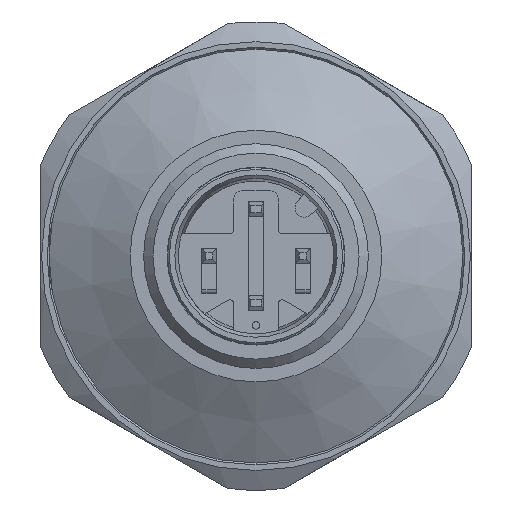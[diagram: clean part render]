
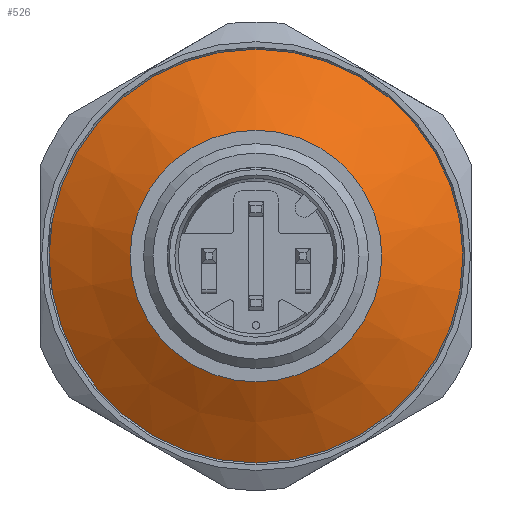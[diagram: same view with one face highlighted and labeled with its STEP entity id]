
A CAD part, front view. The second image highlights one B-rep face of the part: STEP entity #526.
In plain terms, the highlighted conical face has half-angle 60 degrees and reference radius 6.72 mm.
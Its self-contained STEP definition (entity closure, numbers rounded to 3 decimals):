
#526 = ADVANCED_FACE( '', ( #1092, #1093 ), #1094, .T. );
#1092 = FACE_OUTER_BOUND( '', #1657, .T. );
#1093 = FACE_BOUND( '', #1658, .T. );
#1094 = CONICAL_SURFACE( '', #1659, 6.72, 1.047 );
#1657 = EDGE_LOOP( '', ( #3100 ) );
#1658 = EDGE_LOOP( '', ( #3101 ) );
#1659 = AXIS2_PLACEMENT_3D( '', #3102, #3103, #3104 );
#3100 = ORIENTED_EDGE( '', *, *, #3405, .F. );
#3101 = ORIENTED_EDGE( '', *, *, #3400, .T. );
#3102 = CARTESIAN_POINT( '', ( 0., -71.5, 0. ) );
#3103 = DIRECTION( '', ( 0., 1., 0. ) );
#3104 = DIRECTION( '', ( 0., 0., 1. ) );
#3400 = EDGE_CURVE( '', #4138, #4138, #4139, .T. );
#3405 = EDGE_CURVE( '', #4145, #4145, #4146, .T. );
#4138 = VERTEX_POINT( '', #5220 );
#4139 = CIRCLE( '', #5221, 6.72 );
#4145 = VERTEX_POINT( '', #5227 );
#4146 = CIRCLE( '', #5228, 11.05 );
#5220 = CARTESIAN_POINT( '', ( 0., -71.5, 6.72 ) );
#5221 = AXIS2_PLACEMENT_3D( '', #6116, #6117, #6118 );
#5227 = CARTESIAN_POINT( '', ( 0., -69., 11.05 ) );
#5228 = AXIS2_PLACEMENT_3D( '', #6125, #6126, #6127 );
#6116 = CARTESIAN_POINT( '', ( 0., -71.5, 0. ) );
#6117 = DIRECTION( '', ( 0., 1., 0. ) );
#6118 = DIRECTION( '', ( 0., 0., 1. ) );
#6125 = CARTESIAN_POINT( '', ( 0., -69., 0. ) );
#6126 = DIRECTION( '', ( 0., 1., 0. ) );
#6127 = DIRECTION( '', ( 0., 0., 1. ) );
